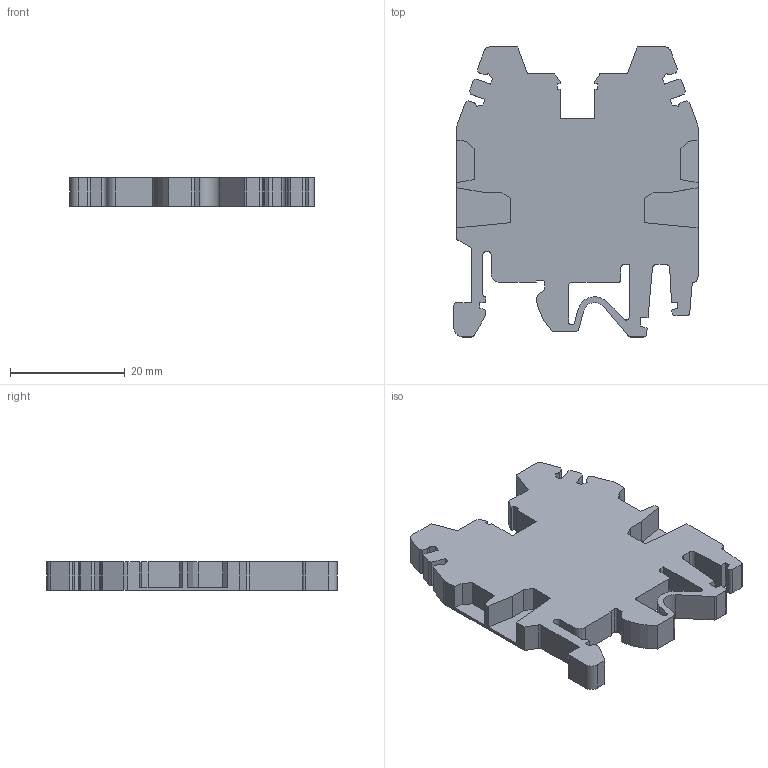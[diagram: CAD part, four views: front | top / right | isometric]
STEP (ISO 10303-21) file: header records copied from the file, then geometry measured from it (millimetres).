
FILE_DESCRIPTION(('Creo Elements/Direct Modeling STEP Export'),'2;1');
FILE_NAME('CBR.2.stp','2015-01-27T16:44:02',(''),(''),'PTC Creo Elements/Direct Modeling STEP processor for AP214 (Solid Model)','PTC Creo Elements/Direct Modeling 19.0A 04-Oct-2014 (C) Parametric Technology GmbH','');
FILE_SCHEMA(('AUTOMOTIVE_DESIGN { 1 0 10303 214 1 1 1 1 }'));
Length unit declared in the file: millimetre
Products named in the file (2): CBR.2
Assembly tree (1 placements, depth 2):
  CBR.2
    CBR.2
Bounding box: 42.5 x 50.5 x 5 mm (x, y, z)
Volume: 7278.8 mm3; surface area: 5062.5 mm2
Topology: 1 solids, 1 shells, 165 faces, 474 edges, 316 vertices
Faces by surface type: plane 122, cylinder 43
Entity records: 5334 total; most frequent: ORIENTED_EDGE 948, CARTESIAN_POINT 938, DIRECTION 862, EDGE_CURVE 474, VECTOR 382, LINE 382, VERTEX_POINT 316, AXIS2_PLACEMENT_3D 240
